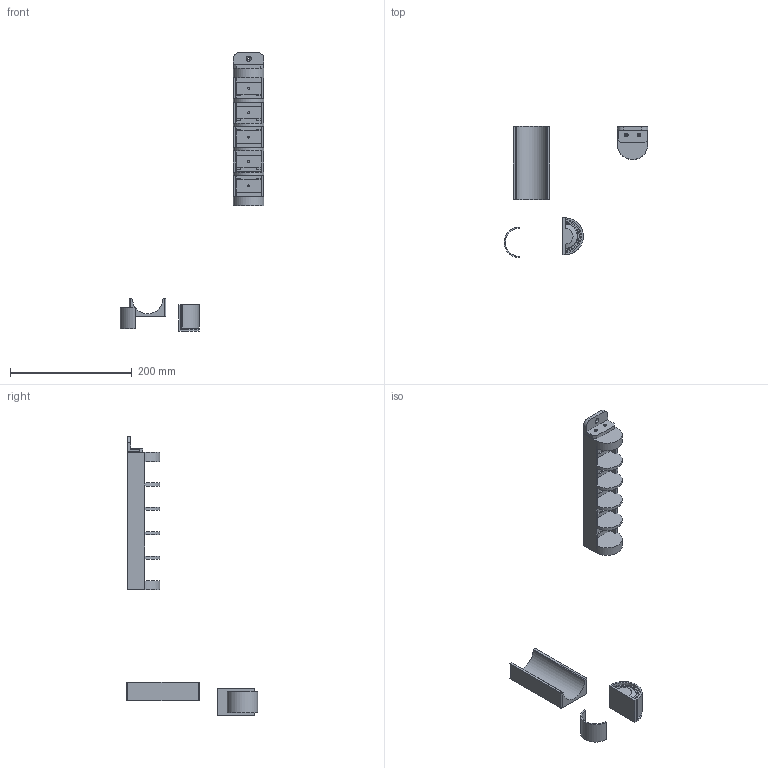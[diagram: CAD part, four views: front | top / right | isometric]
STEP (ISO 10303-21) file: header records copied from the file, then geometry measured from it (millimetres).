
FILE_DESCRIPTION(/* description */ (''),/* implementation_level */ '2;1');
FILE_NAME(/* name */ 'tower light.step',/* time_stamp */ '2021-10-31T14:48:09-04:00',/* author */ (''),/* organization */ (''),/* preprocessor_version */ 'ST-DEVELOPER v18.1',/* originating_system */ 'Autodesk Translation Framework v10.10.0.1391',/* authorisation */ '');
FILE_SCHEMA (('AUTOMOTIVE_DESIGN { 1 0 10303 214 3 1 1 }'));
Length unit declared in the file: millimetre
Products named in the file (1): tower light
Bounding box: 235.8 x 215.05 x 457.07 mm (x, y, z)
Volume: 429333.9 mm3; surface area: 146545.5 mm2
Topology: 7 solids, 7 shells, 308 faces, 813 edges, 530 vertices
Faces by surface type: plane 239, cylinder 56, bspline 8, cone 5
Full cylindrical faces by diameter (mm): 3.3 x26, 3.5 x1, 6 x4
Entity records: 19366 total; most frequent: CARTESIAN_POINT 11598, ORIENTED_EDGE 1626, DIRECTION 1500, EDGE_CURVE 813, LINE 664, VECTOR 664, VERTEX_POINT 530, AXIS2_PLACEMENT_3D 418
